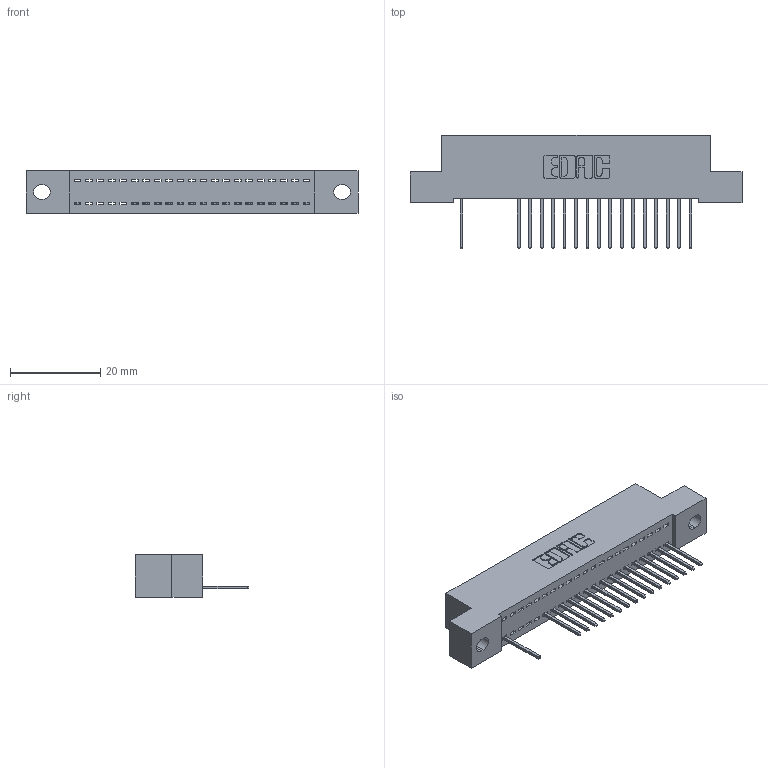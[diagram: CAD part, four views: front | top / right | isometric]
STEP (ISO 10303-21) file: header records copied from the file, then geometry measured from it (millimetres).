
FILE_DESCRIPTION (( 'STEP AP203' ), '1' );
FILE_NAME ('392-021-523-102.STEP', '2018-08-15T07:42:03', ( '' ), ( '' ), 'SwSTEP 2.0', 'SolidWorks 2016', '' );
FILE_SCHEMA (( 'CONFIG_CONTROL_DESIGN' ));
Length unit declared in the file: inch
Products named in the file (3): 392-021-523-102; 342 Part_.128 Slot; 345-292-001_345-293-123
Assembly tree (18 placements, depth 2):
  392-021-523-102
    342 Part_.128 Slot
    345-292-001_345-293-123  x17
Bounding box: 73.66 x 25.15 x 9.4 mm (x, y, z)
Volume: 6276.7 mm3; surface area: 8363.7 mm2
Topology: 18 solids, 18 shells, 1148 faces, 3471 edges, 2290 vertices
Faces by surface type: plane 832, cylinder 316
Entity records: 15447 total; most frequent: CARTESIAN_POINT 2693, ORIENTED_EDGE 2654, DIRECTION 2309, EDGE_CURVE 1327, LINE 1199, VECTOR 1199, VERTEX_POINT 882, AXIS2_PLACEMENT_3D 555
